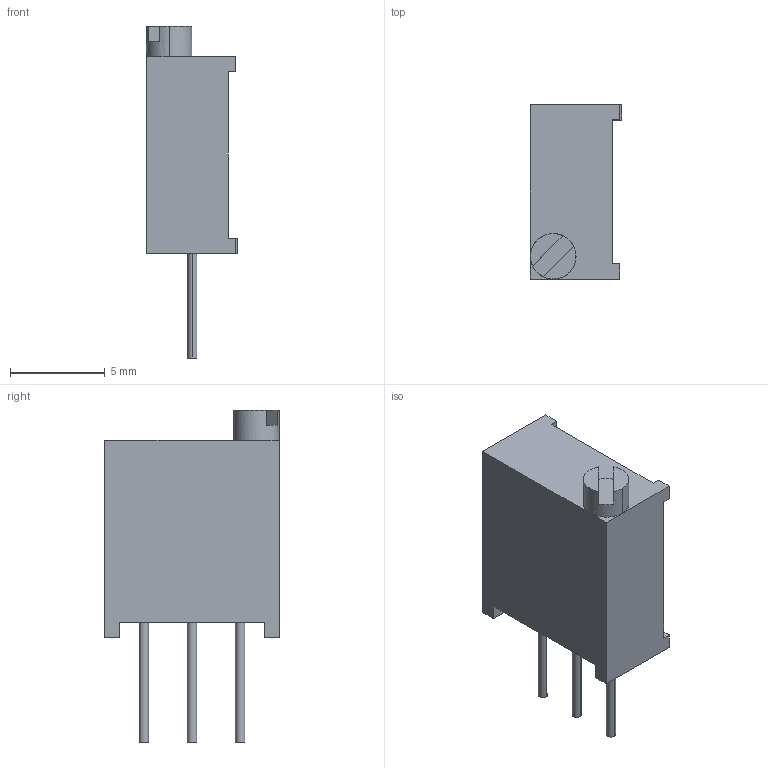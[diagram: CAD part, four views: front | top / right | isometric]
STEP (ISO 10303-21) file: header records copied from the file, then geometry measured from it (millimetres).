
FILE_DESCRIPTION(('FreeCAD Model'),'2;1');
FILE_NAME('trimpot_vert.step','2017-01-31T00:26:26',( 'Author'),(''),'Open CASCADE STEP processor 6.8','FreeCAD','Unknown' );
FILE_SCHEMA(('AUTOMOTIVE_DESIGN_CC2 { 1 2 10303 214 -1 1 5 4 }'));
Length unit declared in the file: millimetre
Products named in the file (2): ASSEMBLY; trimpot_vert
Assembly tree (1 placements, depth 2):
  ASSEMBLY
    trimpot_vert
Bounding box: 4.8 x 9.2 x 17.5 mm (x, y, z)
Volume: 393 mm3; surface area: 417 mm2
Topology: 1 solids, 1 shells, 49 faces, 127 edges, 83 vertices
Faces by surface type: plane 41, cylinder 8
Entity records: 4425 total; most frequent: CARTESIAN_POINT 1529, DIRECTION 458, LINE 298, VECTOR 298, ORIENTED_EDGE 254, PCURVE 254, DEFINITIONAL_REPRESENTATION 254, EDGE_CURVE 127
